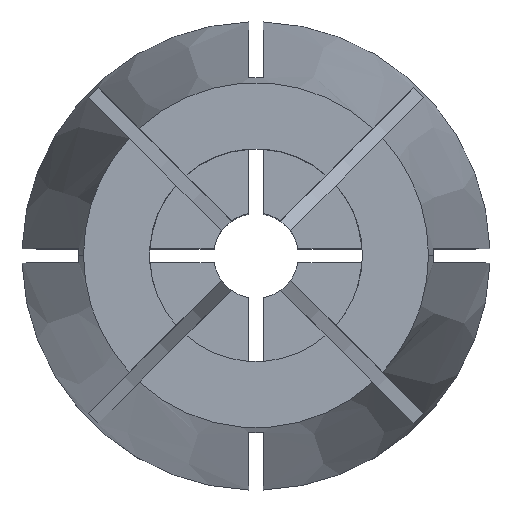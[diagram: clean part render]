
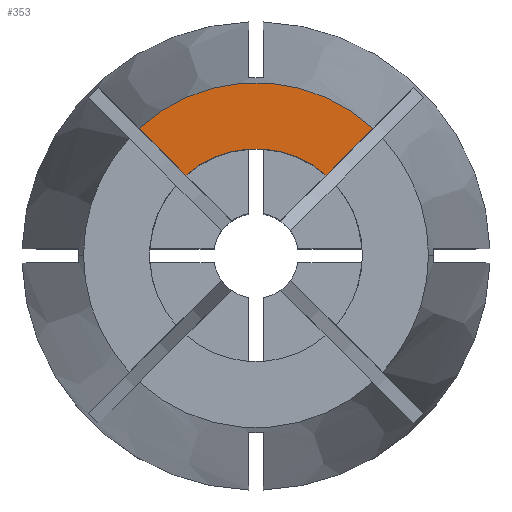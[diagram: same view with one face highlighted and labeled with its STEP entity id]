
A CAD part, top view. The second image highlights one B-rep face of the part: STEP entity #353.
In plain terms, the highlighted planar face has unit normal (0, 0, 1).
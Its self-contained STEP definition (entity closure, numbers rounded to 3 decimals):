
#39 = CIRCLE ( 'NONE', #1121, 7.5 ) ;
#48 = CARTESIAN_POINT ( 'NONE',  ( 0., 0., 0. ) ) ;
#60 = DIRECTION ( 'NONE',  ( 0., 0., 1. ) ) ;
#333 = CIRCLE ( 'NONE', #967, 12.158 ) ;
#353 = ADVANCED_FACE ( 'NONE', ( #1661 ), #1436, .F. ) ;
#506 = DIRECTION ( 'NONE',  ( 1., 0., 0. ) ) ;
#572 = VERTEX_POINT ( 'NONE', #1155 ) ;
#576 = DIRECTION ( 'NONE',  ( 1., 0., 0. ) ) ;
#734 = AXIS2_PLACEMENT_3D ( 'NONE', #2189, #2257, #2248 ) ;
#967 = AXIS2_PLACEMENT_3D ( 'NONE', #977, #1740, #576 ) ;
#974 = EDGE_CURVE ( 'NONE', #1607, #572, #1339, .T. ) ;
#977 = CARTESIAN_POINT ( 'NONE',  ( 0., 0., 0. ) ) ;
#1018 = CARTESIAN_POINT ( 'NONE',  ( -8.236, 8.943, 0. ) ) ;
#1054 = ORIENTED_EDGE ( 'NONE', *, *, #1204, .T. ) ;
#1058 = EDGE_CURVE ( 'NONE', #1819, #572, #39, .T. ) ;
#1121 = AXIS2_PLACEMENT_3D ( 'NONE', #48, #60, #506 ) ;
#1155 = CARTESIAN_POINT ( 'NONE',  ( -4.938, 5.645, 0. ) ) ;
#1204 = EDGE_CURVE ( 'NONE', #1819, #1222, #2501, .T. ) ;
#1222 = VERTEX_POINT ( 'NONE', #2518 ) ;
#1339 = LINE ( 'NONE', #1595, #1783 ) ;
#1344 = EDGE_LOOP ( 'NONE', ( #1812, #1054, #2085, #1941 ) ) ;
#1436 = PLANE ( 'NONE',  #734 ) ;
#1515 = DIRECTION ( 'NONE',  ( 0.707, -0.707, 0. ) ) ;
#1518 = CARTESIAN_POINT ( 'NONE',  ( 4.938, 5.645, 0. ) ) ;
#1546 = VECTOR ( 'NONE', #2289, 1000. ) ;
#1595 = CARTESIAN_POINT ( 'NONE',  ( 0.354, 0.354, 0. ) ) ;
#1607 = VERTEX_POINT ( 'NONE', #1018 ) ;
#1661 = FACE_OUTER_BOUND ( 'NONE', #1344, .T. ) ;
#1740 = DIRECTION ( 'NONE',  ( 0., 0., 1. ) ) ;
#1783 = VECTOR ( 'NONE', #1515, 1000. ) ;
#1812 = ORIENTED_EDGE ( 'NONE', *, *, #1058, .F. ) ;
#1819 = VERTEX_POINT ( 'NONE', #1518 ) ;
#1941 = ORIENTED_EDGE ( 'NONE', *, *, #974, .T. ) ;
#2085 = ORIENTED_EDGE ( 'NONE', *, *, #2413, .T. ) ;
#2189 = CARTESIAN_POINT ( 'NONE',  ( 0., 0., 0. ) ) ;
#2248 = DIRECTION ( 'NONE',  ( -1., 0., 0. ) ) ;
#2257 = DIRECTION ( 'NONE',  ( 0., 0., -1. ) ) ;
#2289 = DIRECTION ( 'NONE',  ( 0.707, 0.707, 0. ) ) ;
#2413 = EDGE_CURVE ( 'NONE', #1222, #1607, #333, .T. ) ;
#2438 = CARTESIAN_POINT ( 'NONE',  ( -0.354, 0.354, 0. ) ) ;
#2501 = LINE ( 'NONE', #2438, #1546 ) ;
#2518 = CARTESIAN_POINT ( 'NONE',  ( 8.236, 8.943, 0. ) ) ;
